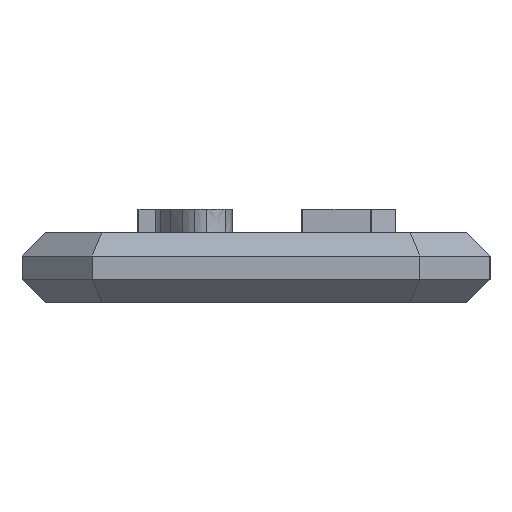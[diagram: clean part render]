
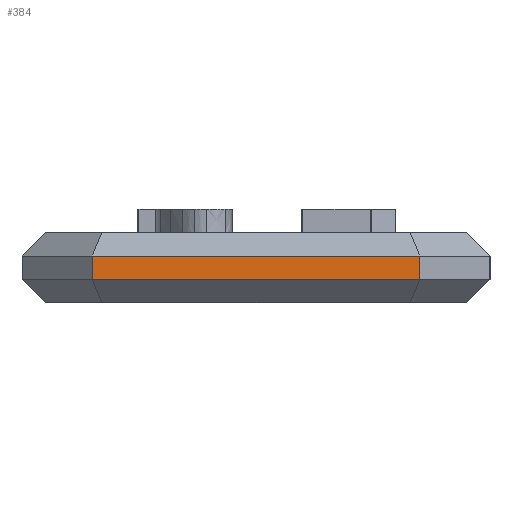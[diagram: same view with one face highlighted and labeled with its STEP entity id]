
A CAD part, left-side view. The second image highlights one B-rep face of the part: STEP entity #384.
In plain terms, the highlighted planar face has unit normal (-1, 0, 0).
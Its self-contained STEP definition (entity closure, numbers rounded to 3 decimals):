
#384=ADVANCED_FACE('',(#2692),#2694,.T.);
#2692=FACE_BOUND('',#2693,.T.);
#2693=EDGE_LOOP('',(#5778,#5779,#5780,#5781));
#2694=PLANE('',#2695);
#2695=AXIS2_PLACEMENT_3D('',#2696,#2697,#2698);
#2696=CARTESIAN_POINT('',(-30.,10.,0.));
#2697=DIRECTION('',(-1.,0.,0.));
#2698=DIRECTION('',(0.,-1.,0.));
#5778=ORIENTED_EDGE('',*,*,#7082,.T.);
#5779=ORIENTED_EDGE('',*,*,#7742,.T.);
#5780=ORIENTED_EDGE('',*,*,#7107,.F.);
#5781=ORIENTED_EDGE('',*,*,#7743,.F.);
#7082=EDGE_CURVE('',#8678,#8679,#8680,.T.);
#7107=EDGE_CURVE('',#8713,#8716,#8717,.T.);
#7742=EDGE_CURVE('',#8679,#8716,#9668,.T.);
#7743=EDGE_CURVE('',#8678,#8713,#9669,.T.);
#8678=VERTEX_POINT('',#11448);
#8679=VERTEX_POINT('',#11449);
#8680=LINE('',#11450,#11451);
#8713=VERTEX_POINT('',#11529);
#8716=VERTEX_POINT('',#11536);
#8717=LINE('',#11537,#11538);
#9668=LINE('',#13758,#13759);
#9669=LINE('',#13761,#13762);
#11448=CARTESIAN_POINT('',(-30.,7.,1.));
#11449=CARTESIAN_POINT('',(-30.,-7.,1.));
#11450=CARTESIAN_POINT('',(-30.,7.,1.));
#11451=VECTOR('',#11452,1.);
#11452=DIRECTION('',(0.,-1.,0.));
#11529=CARTESIAN_POINT('',(-30.,7.,2.));
#11536=CARTESIAN_POINT('',(-30.,-7.,2.));
#11537=CARTESIAN_POINT('',(-30.,7.,2.));
#11538=VECTOR('',#11539,1.);
#11539=DIRECTION('',(0.,-1.,0.));
#13758=CARTESIAN_POINT('',(-30.,-7.,1.));
#13759=VECTOR('',#13760,1.);
#13760=DIRECTION('',(0.,0.,1.));
#13761=CARTESIAN_POINT('',(-30.,7.,1.));
#13762=VECTOR('',#13763,1.);
#13763=DIRECTION('',(0.,0.,1.));
